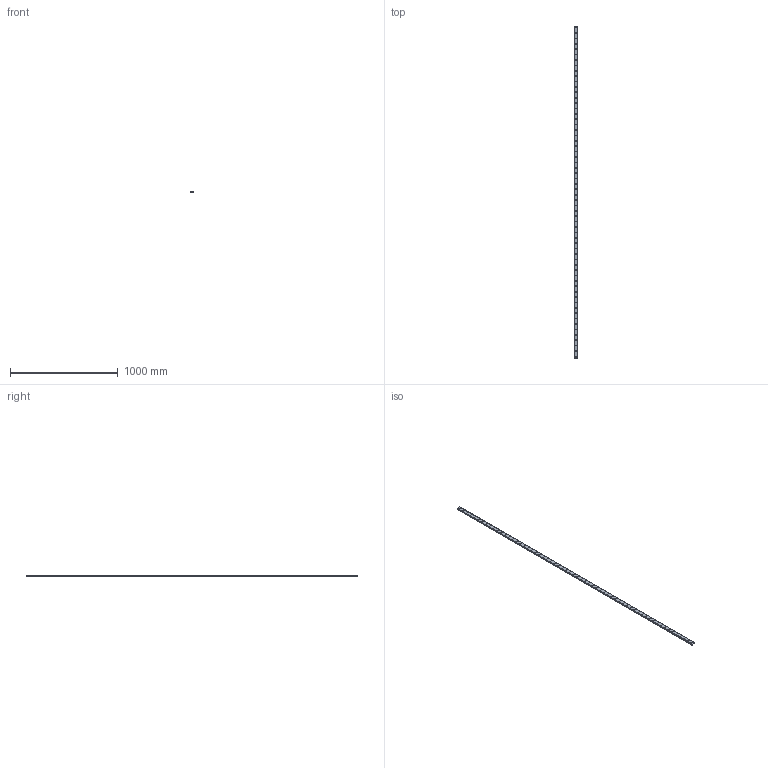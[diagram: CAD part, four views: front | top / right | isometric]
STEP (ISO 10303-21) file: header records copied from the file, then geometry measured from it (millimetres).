
FILE_DESCRIPTION(('STEP AP214'),'1');
FILE_NAME('cctmp_63BCC7A9-1F89-4116-80F5-E86B590049CF_2021_03_03_11_17_11_0109..stp','2021-03-03T10:17:11',('HIWIN GmbH'),('CADClick - www.CADClick.com'),'Spatial InterOp 3D',' ','unknown authorization');
FILE_SCHEMA(('AUTOMOTIVE_DESIGN'));
Length unit declared in the file: millimetre
Products named in the file (1): WER21R3080H_FILE
Bounding box: 37 x 3080 x 11 mm (x, y, z)
Volume: 1141151.4 mm3; surface area: 333432.6 mm2
Topology: 1 solids, 1 shells, 1219 faces, 2523 edges, 1682 vertices
Faces by surface type: cylinder 762, plane 457
Entity records: 42837 total; most frequent: DIRECTION 6487, CARTESIAN_POINT 5425, ORIENTED_EDGE 5046, AXIS2_PLACEMENT_3D 2744, EDGE_CURVE 2523, VERTEX_POINT 1682, EDGE_LOOP 1595, CIRCLE 1524
